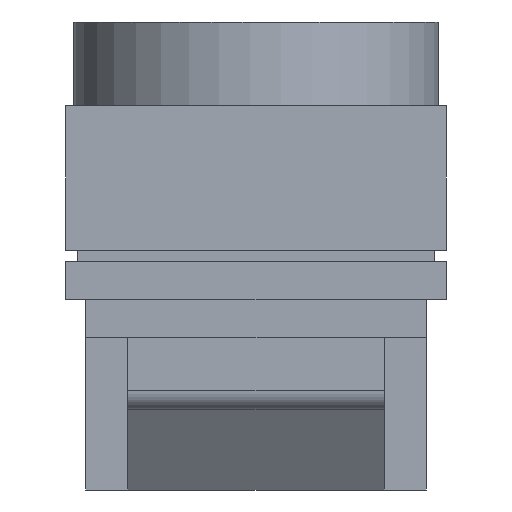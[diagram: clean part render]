
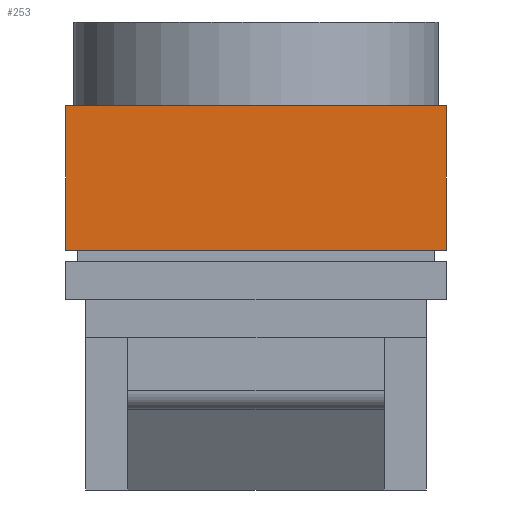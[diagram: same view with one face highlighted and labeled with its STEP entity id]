
A CAD part, left-side view. The second image highlights one B-rep face of the part: STEP entity #253.
In plain terms, the highlighted planar face has unit normal (-1, 0, 0).
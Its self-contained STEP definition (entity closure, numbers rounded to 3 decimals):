
#253 = ADVANCED_FACE( '', ( #693 ), #694, .F. );
#693 = FACE_OUTER_BOUND( '', #1350, .T. );
#694 = PLANE( '', #1351 );
#1350 = EDGE_LOOP( '', ( #2137, #2138, #2139, #2140 ) );
#1351 = AXIS2_PLACEMENT_3D( '', #2141, #2142, #2143 );
#2137 = ORIENTED_EDGE( '', *, *, #4262, .F. );
#2138 = ORIENTED_EDGE( '', *, *, #4263, .T. );
#2139 = ORIENTED_EDGE( '', *, *, #4264, .T. );
#2140 = ORIENTED_EDGE( '', *, *, #4265, .F. );
#2141 = CARTESIAN_POINT( '', ( -5., 5., 6. ) );
#2142 = DIRECTION( '', ( 1., 0., 0. ) );
#2143 = DIRECTION( '', ( 0., 0., -1. ) );
#4262 = EDGE_CURVE( '', #5049, #5050, #5051, .T. );
#4263 = EDGE_CURVE( '', #5049, #5052, #5053, .T. );
#4264 = EDGE_CURVE( '', #5052, #5054, #5055, .T. );
#4265 = EDGE_CURVE( '', #5050, #5054, #5056, .T. );
#5049 = VERTEX_POINT( '', #6287 );
#5050 = VERTEX_POINT( '', #6288 );
#5051 = LINE( '', #6289, #6290 );
#5052 = VERTEX_POINT( '', #6291 );
#5053 = LINE( '', #6292, #6293 );
#5054 = VERTEX_POINT( '', #6294 );
#5055 = LINE( '', #6295, #6296 );
#5056 = LINE( '', #6297, #6298 );
#6287 = CARTESIAN_POINT( '', ( -5., 5., 3.8 ) );
#6288 = CARTESIAN_POINT( '', ( -5., -5., 3.8 ) );
#6289 = CARTESIAN_POINT( '', ( -5., 5., 3.8 ) );
#6290 = VECTOR( '', #8388, 1000. );
#6291 = CARTESIAN_POINT( '', ( -5., 5., 0. ) );
#6292 = CARTESIAN_POINT( '', ( -5., 5., 6. ) );
#6293 = VECTOR( '', #8389, 1000. );
#6294 = CARTESIAN_POINT( '', ( -5., -5., 0. ) );
#6295 = CARTESIAN_POINT( '', ( -5., 5., 0. ) );
#6296 = VECTOR( '', #8390, 1000. );
#6297 = CARTESIAN_POINT( '', ( -5., -5., 6. ) );
#6298 = VECTOR( '', #8391, 1000. );
#8388 = DIRECTION( '', ( 0., -1., 0. ) );
#8389 = DIRECTION( '', ( 0., 0., -1. ) );
#8390 = DIRECTION( '', ( 0., -1., 0. ) );
#8391 = DIRECTION( '', ( 0., 0., -1. ) );
